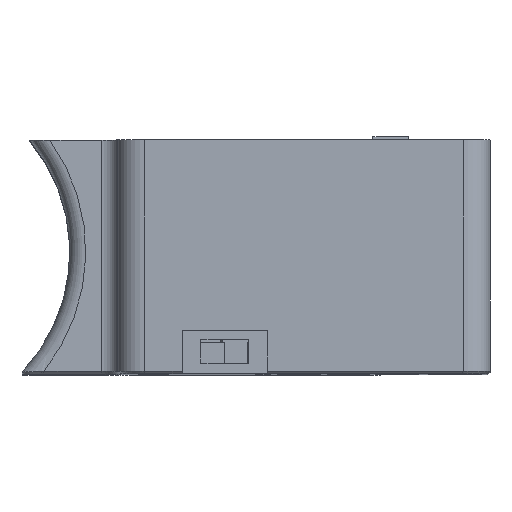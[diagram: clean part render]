
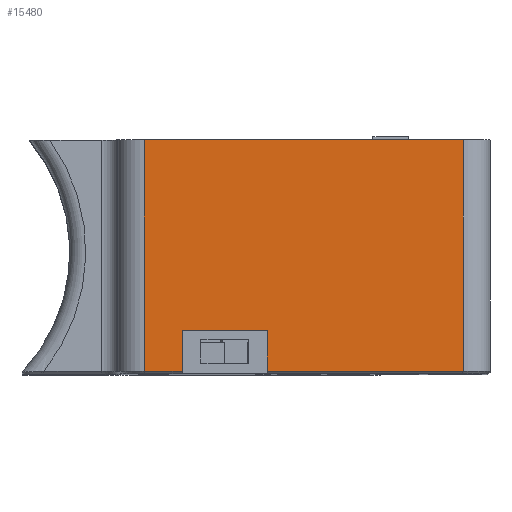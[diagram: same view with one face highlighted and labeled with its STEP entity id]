
A CAD part, top view. The second image highlights one B-rep face of the part: STEP entity #15480.
In plain terms, the highlighted planar face has unit normal (0, 0, 1).
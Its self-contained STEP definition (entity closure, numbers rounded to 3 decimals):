
#1108=FACE_OUTER_BOUND('',#1981,.T.);
#1981=EDGE_LOOP('',(#12944,#12945,#12946,#12947,#12948,#12949,#12950,#12951));
#3904=LINE('',#25467,#5699);
#3949=LINE('',#25559,#5744);
#3951=LINE('',#25563,#5746);
#3952=LINE('',#25565,#5747);
#3953=LINE('',#25566,#5748);
#3954=LINE('',#25568,#5749);
#3955=LINE('',#25570,#5750);
#3956=LINE('',#25571,#5751);
#5699=VECTOR('',#19345,10.);
#5744=VECTOR('',#19420,10.);
#5746=VECTOR('',#19424,10.);
#5747=VECTOR('',#19425,10.);
#5748=VECTOR('',#19426,10.);
#5749=VECTOR('',#19427,10.);
#5750=VECTOR('',#19428,10.);
#5751=VECTOR('',#19429,10.);
#7357=VERTEX_POINT('',#25464);
#7358=VERTEX_POINT('',#25466);
#7389=VERTEX_POINT('',#25556);
#7390=VERTEX_POINT('',#25558);
#7391=VERTEX_POINT('',#25562);
#7392=VERTEX_POINT('',#25564);
#7393=VERTEX_POINT('',#25567);
#7394=VERTEX_POINT('',#25569);
#9349=EDGE_CURVE('',#7357,#7358,#3904,.T.);
#9395=EDGE_CURVE('',#7390,#7389,#3949,.T.);
#9397=EDGE_CURVE('',#7358,#7391,#3951,.T.);
#9398=EDGE_CURVE('',#7392,#7357,#3952,.T.);
#9399=EDGE_CURVE('',#7392,#7390,#3953,.T.);
#9400=EDGE_CURVE('',#7389,#7393,#3954,.T.);
#9401=EDGE_CURVE('',#7394,#7393,#3955,.T.);
#9402=EDGE_CURVE('',#7391,#7394,#3956,.T.);
#12944=ORIENTED_EDGE('',*,*,#9397,.F.);
#12945=ORIENTED_EDGE('',*,*,#9349,.F.);
#12946=ORIENTED_EDGE('',*,*,#9398,.F.);
#12947=ORIENTED_EDGE('',*,*,#9399,.T.);
#12948=ORIENTED_EDGE('',*,*,#9395,.T.);
#12949=ORIENTED_EDGE('',*,*,#9400,.T.);
#12950=ORIENTED_EDGE('',*,*,#9401,.F.);
#12951=ORIENTED_EDGE('',*,*,#9402,.F.);
#14741=PLANE('',#16376);
#15480=ADVANCED_FACE('',(#1108),#14741,.T.);
#16376=AXIS2_PLACEMENT_3D('',#25561,#19422,#19423);
#19345=DIRECTION('',(0.,1.,0.));
#19420=DIRECTION('',(1.,0.,0.));
#19422=DIRECTION('center_axis',(0.,0.,1.));
#19423=DIRECTION('ref_axis',(-1.,0.,0.));
#19424=DIRECTION('',(1.,0.,0.));
#19425=DIRECTION('',(-1.,0.,0.));
#19426=DIRECTION('',(0.,1.,0.));
#19427=DIRECTION('',(0.,-1.,0.));
#19428=DIRECTION('',(-1.,0.,0.));
#19429=DIRECTION('',(0.,-1.,0.));
#25464=CARTESIAN_POINT('',(5.,-1.5,127.5));
#25466=CARTESIAN_POINT('',(5.,42.,127.5));
#25467=CARTESIAN_POINT('',(5.,0.,127.5));
#25556=CARTESIAN_POINT('',(28.141,6.147,127.5));
#25558=CARTESIAN_POINT('',(12.141,6.147,127.5));
#25559=CARTESIAN_POINT('',(27.32,6.147,127.5));
#25561=CARTESIAN_POINT('Origin',(42.5,0.,127.5));
#25562=CARTESIAN_POINT('',(65.,42.,127.5));
#25563=CARTESIAN_POINT('',(42.5,42.,127.5));
#25564=CARTESIAN_POINT('',(12.141,-1.5,127.5));
#25565=CARTESIAN_POINT('',(38.75,-1.5,127.5));
#25566=CARTESIAN_POINT('',(12.141,-1.027,127.5));
#25567=CARTESIAN_POINT('',(28.141,-1.5,127.5));
#25568=CARTESIAN_POINT('',(28.141,3.073,127.5));
#25569=CARTESIAN_POINT('',(65.,-1.5,127.5));
#25570=CARTESIAN_POINT('',(38.75,-1.5,127.5));
#25571=CARTESIAN_POINT('',(65.,0.,127.5));
